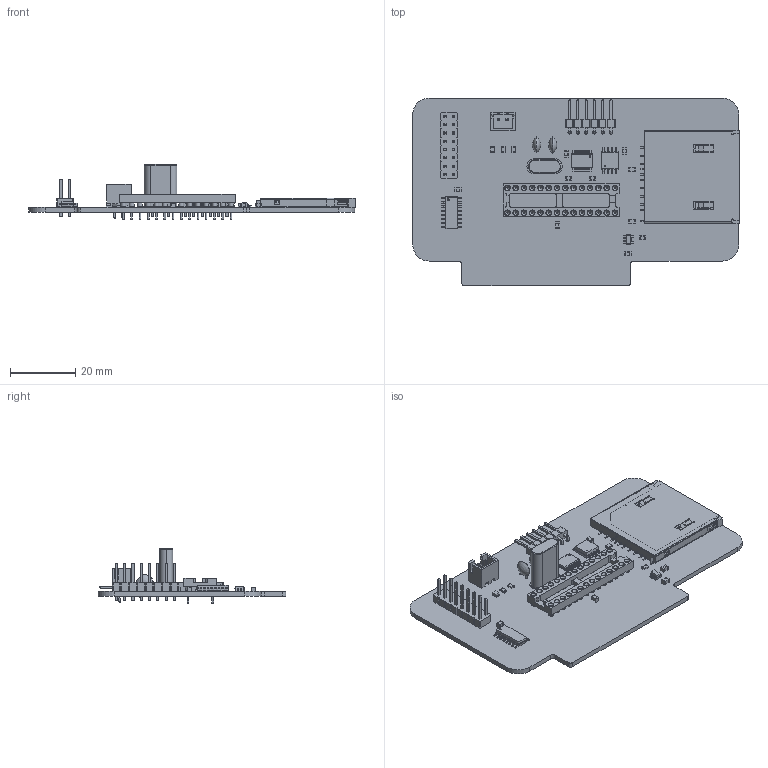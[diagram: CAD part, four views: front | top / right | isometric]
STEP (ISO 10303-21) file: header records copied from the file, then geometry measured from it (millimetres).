
FILE_DESCRIPTION(('KiCad electronic assembly'),'2;1');
FILE_NAME('Storage Card Pro.step','2025-12-09T20:38:01',('Pcbnew'),( 'Kicad'),'Open CASCADE STEP processor 7.9','KiCad to STEP converter' ,'Unknown');
FILE_SCHEMA(('AUTOMOTIVE_DESIGN { 1 0 10303 214 1 1 1 1 }'));
Length unit declared in the file: millimetre
Products named in the file (17): Storage Card Pro 1; C_0805_2012Metric; R_0805_2012Metric; JST_XH_B2B-XH-A_1x02_P2.50mm_Vertical; C_Disc_D5.0mm_W2.5mm_P2.50mm; SOT-23-5; SOIC-16_3.9x9.9mm_P1.27mm; PinHeader_2x08_P2.54mm_Vertical; TSSOP-20_4.4x6.5mm_P0.65mm; 10067847-001RLF; Storage Card Pro 1.13.1; PinHeader_1x06_P2.54mm_Horizontal; Crystal_HC49-U_Vertical; DIP-28_W7.62mm_Socket; SOIC-8_5.3x5.3mm_P1.27mm; LED_0805_2012Metric; Storage Card Pro_PCB
Assembly tree (27 placements, depth 3):
  Storage Card Pro 1
    C_0805_2012Metric  x8
    R_0805_2012Metric  x4
    JST_XH_B2B-XH-A_1x02_P2.50mm_Vertical
    C_Disc_D5.0mm_W2.5mm_P2.50mm  x2
    SOT-23-5
    SOIC-16_3.9x9.9mm_P1.27mm
    PinHeader_2x08_P2.54mm_Vertical
    TSSOP-20_4.4x6.5mm_P0.65mm
    10067847-001RLF
      Storage Card Pro 1.13.1
    PinHeader_1x06_P2.54mm_Horizontal
    Crystal_HC49-U_Vertical
    DIP-28_W7.62mm_Socket
    SOIC-8_5.3x5.3mm_P1.27mm
    LED_0805_2012Metric
    Storage Card Pro_PCB
Bounding box: 100.16 x 57.62 x 16.88 mm (x, y, z)
Volume: 10775.1 mm3; surface area: 18674.7 mm2
Topology: 27 solids, 27 shells, 2794 faces, 7011 edges, 4498 vertices
Faces by surface type: plane 1989, cylinder 657, cone 84, bspline 56, sphere 4, torus 4
Full cylindrical faces by diameter (mm): 0.5 x6, 0.508 x56, 0.8 x34, 1 x24, 1.5 x2, 1.524 x28, 1.724 x28
Entity records: 89951 total; most frequent: CARTESIAN_POINT 13334, ORIENTED_EDGE 12567, DIRECTION 12401, EDGE_CURVE 6284, LINE 4951, VECTOR 4951, VERTEX_POINT 4019, AXIS2_PLACEMENT_3D 3725
